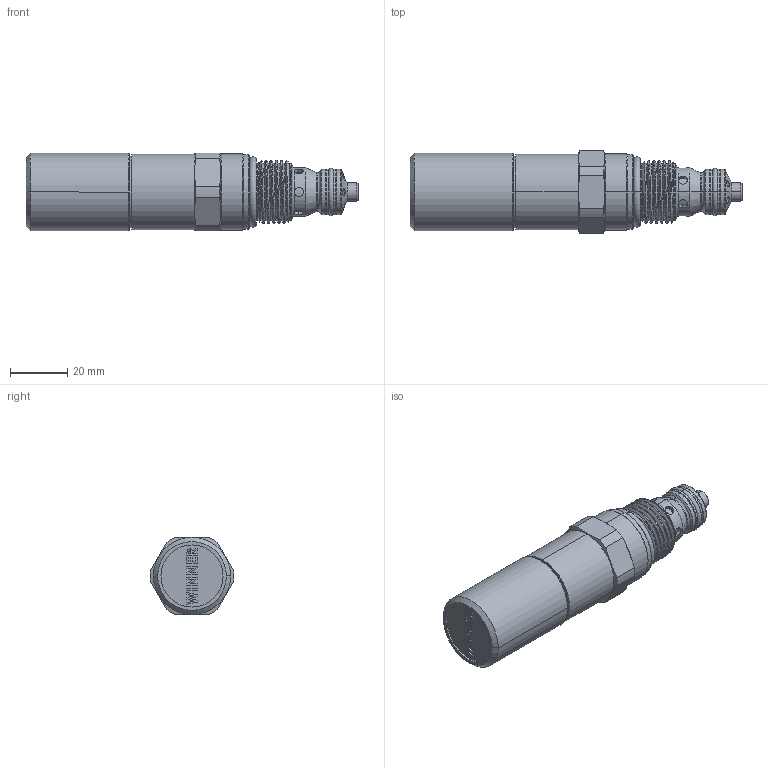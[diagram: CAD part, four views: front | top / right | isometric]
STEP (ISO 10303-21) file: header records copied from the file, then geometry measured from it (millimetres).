
FILE_DESCRIPTION (( 'STEP AP203' ), '1' );
FILE_NAME ('RD10W22-CB.STEP', '2024-06-14T03:40:29', ( '' ), ( '' ), 'SwSTEP 2.0', 'SolidWorks 2018', '' );
FILE_SCHEMA (( 'CONFIG_CONTROL_DESIGN' ));
Length unit declared in the file: millimetre
Products named in the file (1): RD10W22-CB
Bounding box: 115.85 x 29.27 x 27 mm (x, y, z)
Volume: 52922 mm3; surface area: 10926.5 mm2
Topology: 1 solids, 1 shells, 242 faces, 564 edges, 357 vertices
Faces by surface type: plane 89, cylinder 86, cone 34, torus 26, bspline 7
Entity records: 10088 total; most frequent: CARTESIAN_POINT 4613, ORIENTED_EDGE 1128, DIRECTION 1084, EDGE_CURVE 564, AXIS2_PLACEMENT_3D 394, VERTEX_POINT 357, VECTOR 296, LINE 296
